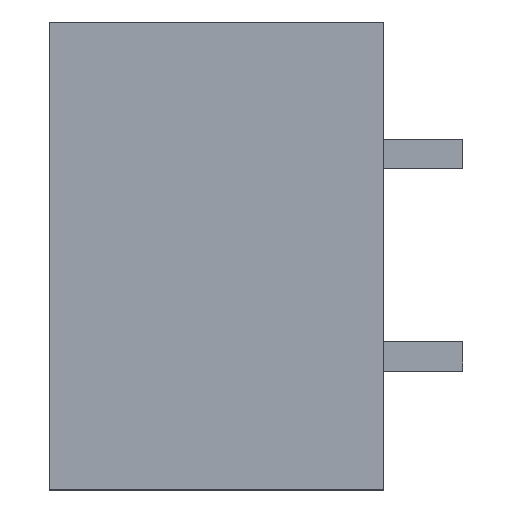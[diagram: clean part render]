
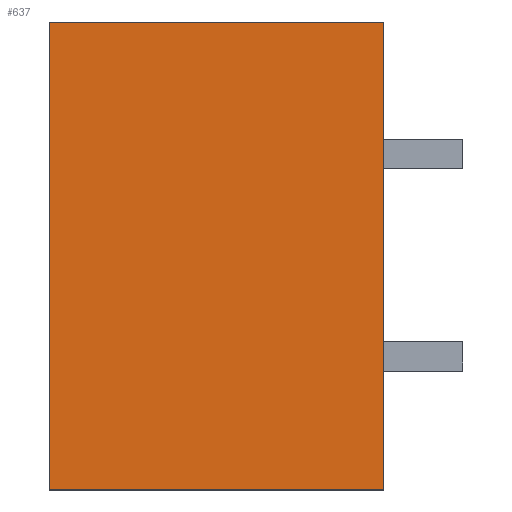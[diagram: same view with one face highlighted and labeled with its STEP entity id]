
A CAD part, left-side view. The second image highlights one B-rep face of the part: STEP entity #637.
In plain terms, the highlighted planar face has unit normal (-1, 0, 0).
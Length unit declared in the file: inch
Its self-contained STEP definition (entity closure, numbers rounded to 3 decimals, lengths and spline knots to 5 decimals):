
#2 = FACE_OUTER_BOUND ( 'NONE', #281, .T. ) ;
#37 = VECTOR ( 'NONE', #586, 39.37008 ) ;
#40 = LINE ( 'NONE', #588, #37 ) ;
#71 = VECTOR ( 'NONE', #394, 39.37008 ) ;
#75 = LINE ( 'NONE', #392, #71 ) ;
#112 = VERTEX_POINT ( 'NONE', #199 ) ;
#152 = EDGE_CURVE ( 'NONE', #238, #362, #75, .T. ) ;
#199 = CARTESIAN_POINT ( 'NONE',  ( -1.0815, 0.843, -0.59 ) ) ;
#238 = VERTEX_POINT ( 'NONE', #491 ) ;
#281 = EDGE_LOOP ( 'NONE', ( #318, #342, #320, #343 ) ) ;
#318 = ORIENTED_EDGE ( 'NONE', *, *, #152, .T. ) ;
#320 = ORIENTED_EDGE ( 'NONE', *, *, #648, .F. ) ;
#342 = ORIENTED_EDGE ( 'NONE', *, *, #383, .F. ) ;
#343 = ORIENTED_EDGE ( 'NONE', *, *, #649, .T. ) ;
#348 = VERTEX_POINT ( 'NONE', #610 ) ;
#362 = VERTEX_POINT ( 'NONE', #597 ) ;
#383 = EDGE_CURVE ( 'NONE', #348, #362, #40, .T. ) ;
#392 = CARTESIAN_POINT ( 'NONE',  ( -1.0815, 0., 0.59 ) ) ;
#394 = DIRECTION ( 'NONE',  ( 0., 0., 1. ) ) ;
#406 = AXIS2_PLACEMENT_3D ( 'NONE', #479, #472, #471 ) ;
#441 = DIRECTION ( 'NONE',  ( 0., -1., 0. ) ) ;
#443 = DIRECTION ( 'NONE',  ( 0., 0., 1. ) ) ;
#449 = CARTESIAN_POINT ( 'NONE',  ( -1.0815, 0.843, 0.59 ) ) ;
#460 = CARTESIAN_POINT ( 'NONE',  ( -1.0815, 0.843, -0.59 ) ) ;
#471 = DIRECTION ( 'NONE',  ( 0., 0., -1. ) ) ;
#472 = DIRECTION ( 'NONE',  ( 1., 0., 0. ) ) ;
#474 = PLANE ( 'NONE',  #406 ) ;
#479 = CARTESIAN_POINT ( 'NONE',  ( -1.0815, 0.843, 0.59 ) ) ;
#491 = CARTESIAN_POINT ( 'NONE',  ( -1.0815, 0., -0.59 ) ) ;
#586 = DIRECTION ( 'NONE',  ( 0., -1., 0. ) ) ;
#588 = CARTESIAN_POINT ( 'NONE',  ( -1.0815, 0.843, 0.59 ) ) ;
#597 = CARTESIAN_POINT ( 'NONE',  ( -1.0815, 0., 0.59 ) ) ;
#610 = CARTESIAN_POINT ( 'NONE',  ( -1.0815, 0.843, 0.59 ) ) ;
#637 = ADVANCED_FACE ( 'NONE', ( #2 ), #474, .F. ) ;
#648 = EDGE_CURVE ( 'NONE', #112, #348, #757, .T. ) ;
#649 = EDGE_CURVE ( 'NONE', #112, #238, #753, .T. ) ;
#752 = VECTOR ( 'NONE', #441, 39.37008 ) ;
#753 = LINE ( 'NONE', #460, #752 ) ;
#755 = VECTOR ( 'NONE', #443, 39.37008 ) ;
#757 = LINE ( 'NONE', #449, #755 ) ;
